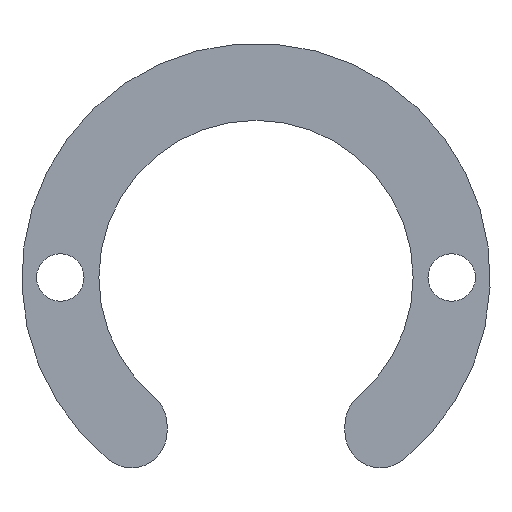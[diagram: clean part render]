
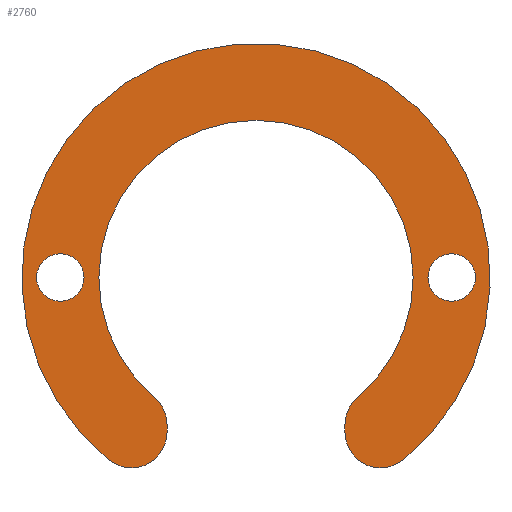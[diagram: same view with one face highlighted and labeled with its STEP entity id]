
A CAD part, front view. The second image highlights one B-rep face of the part: STEP entity #2760.
In plain terms, the highlighted planar face has unit normal (0, -1, 0).
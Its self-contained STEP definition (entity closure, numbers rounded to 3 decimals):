
#1=CARTESIAN_POINT('',(-16.5,0.,0.));
#2=DIRECTION('',(0.,1.,0.));
#3=DIRECTION('',(-1.,0.,0.));
#4=AXIS2_PLACEMENT_3D('',#1,#2,#3);
#6=CARTESIAN_POINT('',(-16.5,0.,0.));
#7=DIRECTION('',(0.,1.,0.));
#8=DIRECTION('',(1.,0.,0.));
#9=AXIS2_PLACEMENT_3D('',#6,#7,#8);
#11=CARTESIAN_POINT('',(16.5,0.,0.));
#12=DIRECTION('',(0.,1.,0.));
#13=DIRECTION('',(1.,0.,0.));
#14=AXIS2_PLACEMENT_3D('',#11,#12,#13);
#16=CARTESIAN_POINT('',(16.5,0.,0.));
#17=DIRECTION('',(0.,1.,0.));
#18=DIRECTION('',(-1.,0.,0.));
#19=AXIS2_PLACEMENT_3D('',#16,#17,#18);
#21=CARTESIAN_POINT('',(-10.5,0.,-13.05));
#22=DIRECTION('',(0.,-1.,0.));
#23=DIRECTION('',(-0.627,0.,-0.779));
#24=AXIS2_PLACEMENT_3D('',#21,#22,#23);
#26=CARTESIAN_POINT('',(0.,0.,0.));
#27=DIRECTION('',(0.,1.,0.));
#28=DIRECTION('',(-0.627,0.,-0.779));
#29=AXIS2_PLACEMENT_3D('',#26,#27,#28);
#31=CARTESIAN_POINT('',(10.5,0.,-13.05));
#32=DIRECTION('',(0.,-1.,0.));
#33=DIRECTION('',(-1.,0.,0.));
#34=AXIS2_PLACEMENT_3D('',#31,#32,#33);
#36=DIRECTION('',(0.,0.,1.));
#37=VECTOR('',#36,0.648);
#38=CARTESIAN_POINT('',(7.5,0.,-13.05));
#39=LINE('',#38,#37);
#40=CARTESIAN_POINT('',(10.5,0.,-12.402));
#41=DIRECTION('',(0.,-1.,0.));
#42=DIRECTION('',(-0.646,0.,0.763));
#43=AXIS2_PLACEMENT_3D('',#40,#41,#42);
#45=CARTESIAN_POINT('',(0.,0.,0.));
#46=DIRECTION('',(0.,-1.,0.));
#47=DIRECTION('',(0.646,0.,-0.763));
#48=AXIS2_PLACEMENT_3D('',#45,#46,#47);
#50=CARTESIAN_POINT('',(-10.5,0.,-12.402));
#51=DIRECTION('',(0.,-1.,0.));
#52=DIRECTION('',(1.,0.,0.));
#53=AXIS2_PLACEMENT_3D('',#50,#51,#52);
#55=DIRECTION('',(0.,0.,-1.));
#56=VECTOR('',#55,0.648);
#57=CARTESIAN_POINT('',(-7.5,0.,-12.402));
#58=LINE('',#57,#56);
#2049=CARTESIAN_POINT('',(-18.5,0.,0.));
#2050=CARTESIAN_POINT('',(-14.5,0.,0.));
#2051=VERTEX_POINT('',#2049);
#2052=VERTEX_POINT('',#2050);
#2057=CARTESIAN_POINT('',(18.5,0.,0.));
#2058=CARTESIAN_POINT('',(14.5,0.,0.));
#2059=VERTEX_POINT('',#2057);
#2060=VERTEX_POINT('',#2058);
#2065=CARTESIAN_POINT('',(-12.381,0.,-15.388));
#2066=CARTESIAN_POINT('',(-7.5,0.,-13.05));
#2067=VERTEX_POINT('',#2065);
#2068=VERTEX_POINT('',#2066);
#2073=CARTESIAN_POINT('',(-7.5,0.,-12.402));
#2074=CARTESIAN_POINT('',(-8.562,0.,-10.112));
#2075=VERTEX_POINT('',#2073);
#2076=VERTEX_POINT('',#2074);
#2081=CARTESIAN_POINT('',(7.5,0.,-13.05));
#2082=CARTESIAN_POINT('',(12.381,0.,-15.388));
#2083=VERTEX_POINT('',#2081);
#2084=VERTEX_POINT('',#2082);
#2089=CARTESIAN_POINT('',(8.562,0.,-10.112));
#2090=CARTESIAN_POINT('',(7.5,0.,-12.402));
#2091=VERTEX_POINT('',#2089);
#2092=VERTEX_POINT('',#2090);
#2725=CARTESIAN_POINT('',(0.,0.,0.));
#2726=DIRECTION('',(0.,1.,0.));
#2727=DIRECTION('',(1.,0.,0.));
#2728=AXIS2_PLACEMENT_3D('',#2725,#2726,#2727);
#2729=PLANE('',#2728);
#2731=ORIENTED_EDGE('',*,*,#2730,.F.);
#2733=ORIENTED_EDGE('',*,*,#2732,.T.);
#2735=ORIENTED_EDGE('',*,*,#2734,.F.);
#2737=ORIENTED_EDGE('',*,*,#2736,.T.);
#2739=ORIENTED_EDGE('',*,*,#2738,.F.);
#2741=ORIENTED_EDGE('',*,*,#2740,.T.);
#2743=ORIENTED_EDGE('',*,*,#2742,.F.);
#2745=ORIENTED_EDGE('',*,*,#2744,.T.);
#2746=EDGE_LOOP('',(#2731,#2733,#2735,#2737,#2739,#2741,#2743,#2745));
#2747=FACE_OUTER_BOUND('',#2746,.F.);
#2749=ORIENTED_EDGE('',*,*,#2748,.F.);
#2751=ORIENTED_EDGE('',*,*,#2750,.F.);
#2752=EDGE_LOOP('',(#2749,#2751));
#2753=FACE_BOUND('',#2752,.F.);
#2755=ORIENTED_EDGE('',*,*,#2754,.F.);
#2757=ORIENTED_EDGE('',*,*,#2756,.F.);
#2758=EDGE_LOOP('',(#2755,#2757));
#2759=FACE_BOUND('',#2758,.F.);
#2760=ADVANCED_FACE('',(#2747,#2753,#2759),#2729,.F.);
#5=CIRCLE('',#4,2.);
#10=CIRCLE('',#9,2.);
#15=CIRCLE('',#14,2.);
#20=CIRCLE('',#19,2.);
#25=CIRCLE('',#24,3.);
#30=CIRCLE('',#29,19.75);
#35=CIRCLE('',#34,3.);
#44=CIRCLE('',#43,3.);
#49=CIRCLE('',#48,13.25);
#54=CIRCLE('',#53,3.);
#2730=EDGE_CURVE('',#2067,#2068,#25,.T.);
#2732=EDGE_CURVE('',#2067,#2084,#30,.T.);
#2734=EDGE_CURVE('',#2083,#2084,#35,.T.);
#2736=EDGE_CURVE('',#2083,#2092,#39,.T.);
#2738=EDGE_CURVE('',#2091,#2092,#44,.T.);
#2740=EDGE_CURVE('',#2091,#2076,#49,.T.);
#2742=EDGE_CURVE('',#2075,#2076,#54,.T.);
#2744=EDGE_CURVE('',#2075,#2068,#58,.T.);
#2748=EDGE_CURVE('',#2059,#2060,#15,.T.);
#2750=EDGE_CURVE('',#2060,#2059,#20,.T.);
#2754=EDGE_CURVE('',#2051,#2052,#5,.T.);
#2756=EDGE_CURVE('',#2052,#2051,#10,.T.);
